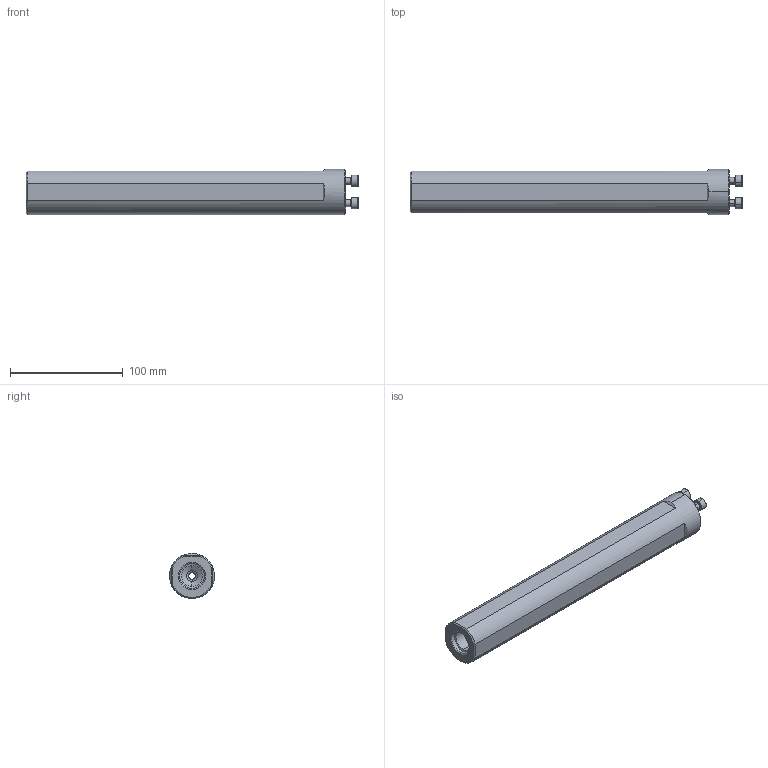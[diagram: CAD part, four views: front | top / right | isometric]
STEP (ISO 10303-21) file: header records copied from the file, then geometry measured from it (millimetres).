
FILE_DESCRIPTION (( 'STEP AP214' ), '1' );
FILE_NAME ('U40.WK1.040.283.STEP', '2020-09-16T12:37:15', ( '' ), ( '' ), 'SwSTEP 2.0', 'SolidWorks 2017', '' );
FILE_SCHEMA (( 'AUTOMOTIVE_DESIGN' ));
Length unit declared in the file: millimetre
Products named in the file (4): U40.WK1.040.283; DIN 3771 - 6x1; ISO 4762 - M6 x 16; U40-WK1.040.283_A
Assembly tree (5 placements, depth 2):
  U40.WK1.040.283
    U40-WK1.040.283_A
    ISO 4762 - M6 x 16  x3
    DIN 3771 - 6x1
Bounding box: 294.4 x 40 x 40 mm (x, y, z)
Volume: 315593.6 mm3; surface area: 51014.2 mm2
Topology: 5 solids, 5 shells, 366 faces, 984 edges, 620 vertices
Faces by surface type: plane 218, cylinder 86, cone 44, torus 18
Entity records: 13786 total; most frequent: CARTESIAN_POINT 3732, ORIENTED_EDGE 1716, DIRECTION 1358, EDGE_CURVE 858, VERTEX_POINT 554, AXIS2_PLACEMENT_3D 522, B_SPLINE_CURVE_WITH_KNOTS 338, EDGE_LOOP 318
